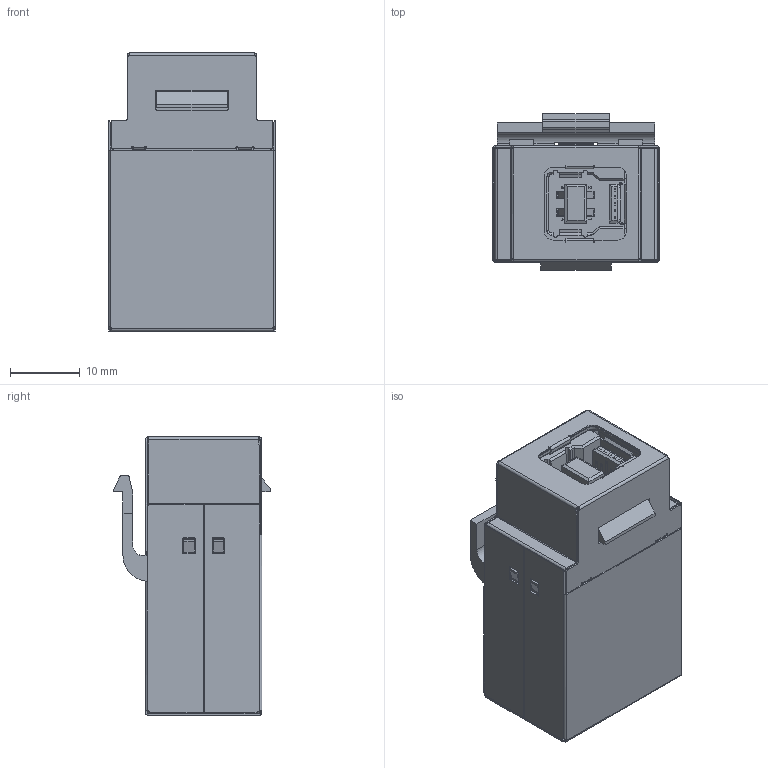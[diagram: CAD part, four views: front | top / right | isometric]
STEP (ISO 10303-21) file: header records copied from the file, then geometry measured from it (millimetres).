
FILE_DESCRIPTION (( 'STEP AP214' ), '1' );
FILE_NAME ('U3KEY-BA-S_3D.step', '2023-03-02T13:55:17', ( '' ), ( '' ), 'SwSTEP 2.0', 'SolidWorks 2022', '' );
FILE_SCHEMA (( 'AUTOMOTIVE_DESIGN' ));
Length unit declared in the file: inch
Products named in the file (9): ECF504-3AB-MA1; 1AA05-054_Crimped; 1AG02-080_CRIMPED; 1AG01-334; U3KEY-BA-S_3D; 1AG02-078_CRIMPED; 1AA05-120_90 deg bend; 1AG01-336; 1BC01-108
Assembly tree (8 placements, depth 3):
  U3KEY-BA-S_3D
    1AG01-336
    ECF504-3AB-MA1
      1BC01-108
      1AA05-054_Crimped
      1AA05-120_90 deg bend
    1AG01-334
    1AG02-080_CRIMPED
    1AG02-078_CRIMPED
Bounding box: 24.1 x 22.5 x 39.97 mm (x, y, z)
Volume: 8576.8 mm3; surface area: 21280.2 mm2
Topology: 16 solids, 16 shells, 3141 faces, 8373 edges, 5400 vertices
Faces by surface type: plane 1921, cylinder 720, bspline 416, torus 48, sphere 24, cone 12
Entity records: 135088 total; most frequent: CARTESIAN_POINT 43623, ORIENTED_EDGE 16698, DIRECTION 14213, EDGE_CURVE 8349, LINE 5933, VECTOR 5933, VERTEX_POINT 5400, AXIS2_PLACEMENT_3D 4140
